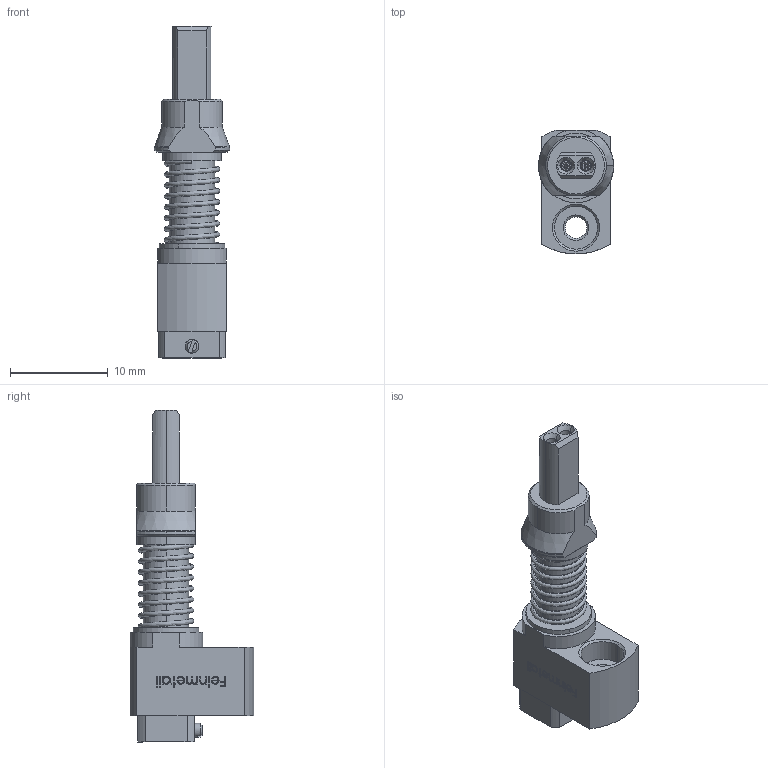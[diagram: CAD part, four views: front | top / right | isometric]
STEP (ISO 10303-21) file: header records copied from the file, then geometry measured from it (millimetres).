
FILE_DESCRIPTION (( 'STEP AP214' ), '1' );
FILE_NAME ('MOD-1097821-HF77-0006BG01-1~-a.STEP', '2022-11-23T10:56:01', ( '' ), ( '' ), 'SwSTEP 2.0', 'SolidWorks 2020', '' );
FILE_SCHEMA (( 'AUTOMOTIVE_DESIGN' ));
Length unit declared in the file: millimetre
Products named in the file (1): MOD-1097821-HF77-0006BG01-1~-a
Bounding box: 7.7 x 12.65 x 33.95 mm (x, y, z)
Volume: 1025 mm3; surface area: 1339 mm2
Topology: 1 solids, 1 shells, 470 faces, 1100 edges, 665 vertices
Faces by surface type: plane 312, cylinder 67, bspline 51, cone 33, sphere 4, torus 3
Entity records: 20764 total; most frequent: CARTESIAN_POINT 7057, ORIENTED_EDGE 2184, DIRECTION 1886, EDGE_CURVE 1092, LINE 686, VECTOR 686, VERTEX_POINT 661, AXIS2_PLACEMENT_3D 600
